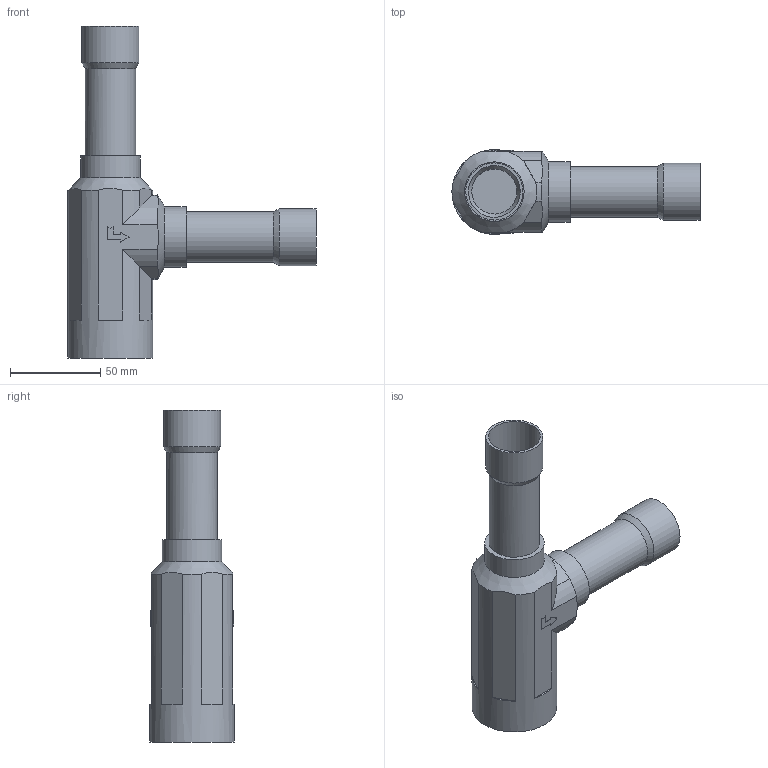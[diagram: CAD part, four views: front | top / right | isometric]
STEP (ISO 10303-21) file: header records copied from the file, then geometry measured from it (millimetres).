
FILE_DESCRIPTION(/* description */ (''),/* implementation_level */ '2;1');
FILE_NAME(/* name */ '020-1021R.stp',/* time_stamp */ '2022-08-11T15:37:20+03:00',/* author */ ('U403152'),/* organization */ (''),/* preprocessor_version */ 'ST-DEVELOPER v18.1',/* originating_system */ 'Autodesk Inventor 2020',/* authorisation */ '');
FILE_SCHEMA (('AUTOMOTIVE_DESIGN { 1 0 10303 214 3 1 1 }'));
Length unit declared in the file: millimetre
Products named in the file (1): Part1
Bounding box: 137.5 x 47 x 184 mm (x, y, z)
Volume: 212020.1 mm3; surface area: 48171.2 mm2
Topology: 1 solids, 1 shells, 76 faces, 207 edges, 139 vertices
Faces by surface type: plane 47, cylinder 22, cone 7
Full cylindrical faces by diameter (mm): 25 x2, 28 x2, 28.7 x2, 31.7 x2, 33 x1, 33.5 x1, 47 x1
Entity records: 2466 total; most frequent: CARTESIAN_POINT 463, DIRECTION 419, ORIENTED_EDGE 414, EDGE_CURVE 207, AXIS2_PLACEMENT_3D 151, VERTEX_POINT 139, LINE 117, VECTOR 117
